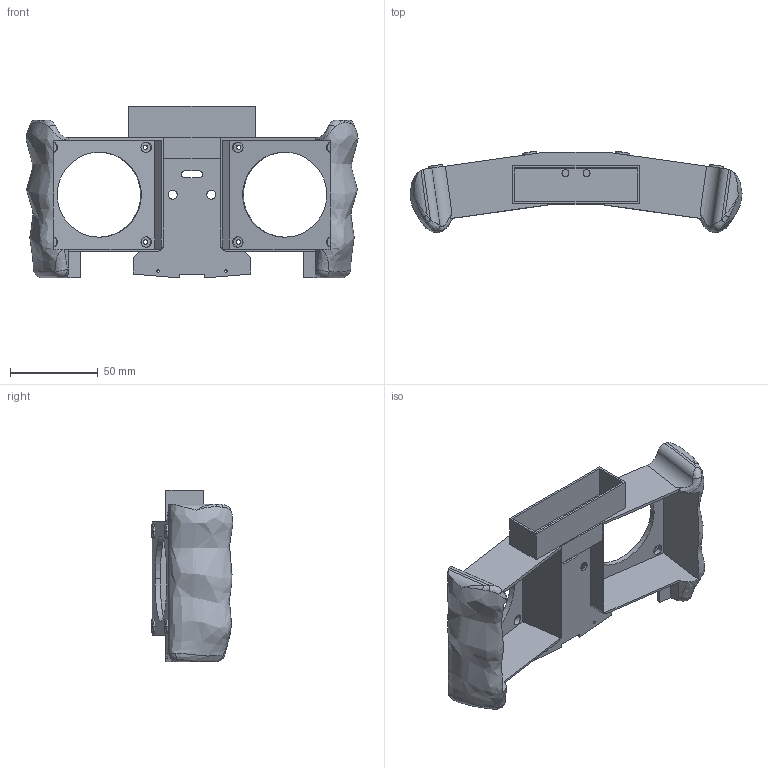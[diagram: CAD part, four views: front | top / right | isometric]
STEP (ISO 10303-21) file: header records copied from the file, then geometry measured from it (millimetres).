
FILE_DESCRIPTION (( 'STEP AP214' ), '1' );
FILE_NAME ('tLiteAlternate Front Plate.STEP', '2022-04-01T11:05:09', ( '' ), ( '' ), 'SwSTEP 2.0', 'SolidWorks 2021', '' );
FILE_SCHEMA (( 'AUTOMOTIVE_DESIGN' ));
Length unit declared in the file: millimetre
Products named in the file (1): tLiteAlternate Front Plate
Bounding box: 189.38 x 46.45 x 98.1 mm (x, y, z)
Volume: 117262.8 mm3; surface area: 65840.3 mm2
Topology: 1 solids, 1 shells, 234 faces, 617 edges, 400 vertices
Faces by surface type: plane 120, cylinder 94, bspline 18, sphere 2
Entity records: 11106 total; most frequent: CARTESIAN_POINT 5301, ORIENTED_EDGE 1226, DIRECTION 1143, EDGE_CURVE 613, VERTEX_POINT 400, AXIS2_PLACEMENT_3D 393, VECTOR 357, LINE 357
